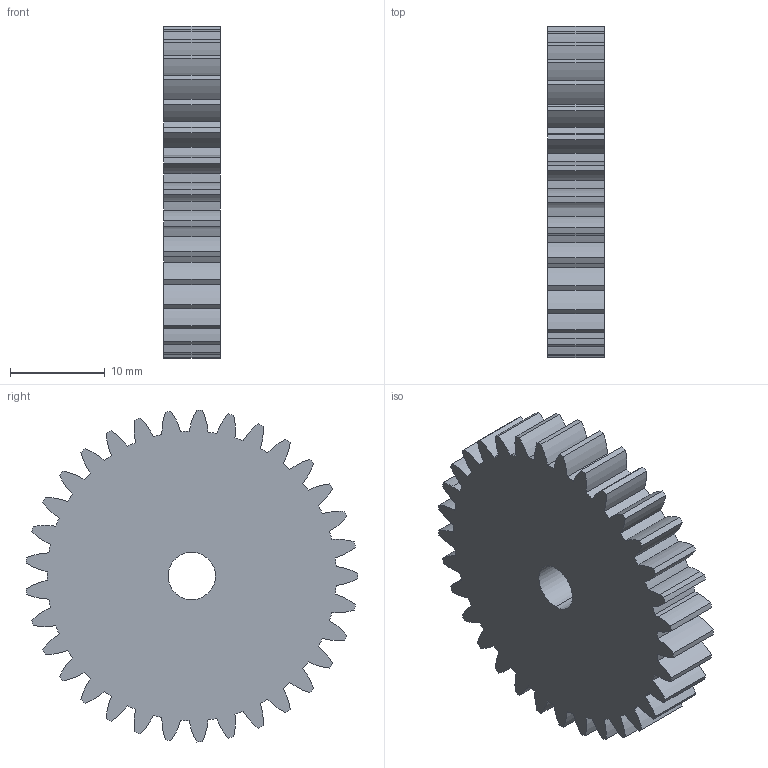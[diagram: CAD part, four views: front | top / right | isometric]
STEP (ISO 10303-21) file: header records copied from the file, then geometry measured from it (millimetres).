
FILE_DESCRIPTION (( 'STEP AP214' ), '1' );
FILE_NAME ('Gear_grande.STEP', '2021-02-16T19:20:48', ( '' ), ( '' ), 'SwSTEP 2.0', 'SolidWorks 2018', '' );
FILE_SCHEMA (( 'AUTOMOTIVE_DESIGN' ));
Length unit declared in the file: millimetre
Products named in the file (1): Gear_grande
Bounding box: 6 x 34.95 x 34.98 mm (x, y, z)
Volume: 4907.7 mm3; surface area: 2979.6 mm2
Topology: 1 solids, 1 shells, 140 faces, 414 edges, 276 vertices
Faces by surface type: cylinder 138, plane 2
Entity records: 4892 total; most frequent: DIRECTION 972, CARTESIAN_POINT 831, ORIENTED_EDGE 828, AXIS2_PLACEMENT_3D 417, EDGE_CURVE 414, VERTEX_POINT 276, CIRCLE 276, EDGE_LOOP 142
